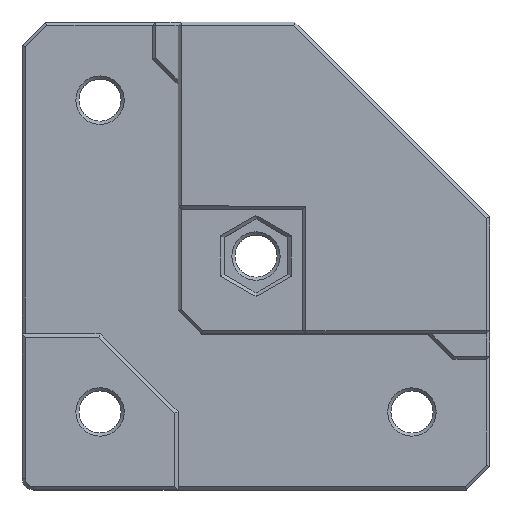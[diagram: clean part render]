
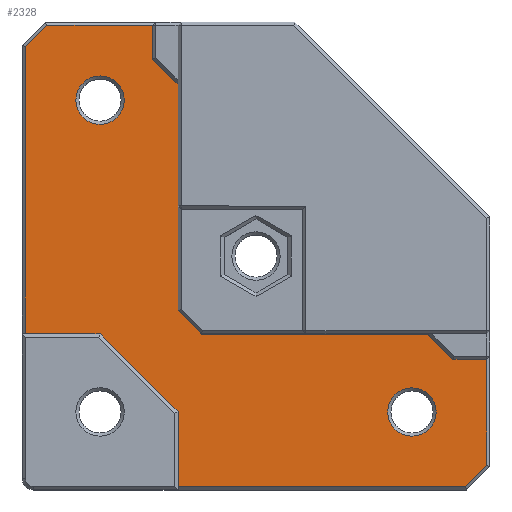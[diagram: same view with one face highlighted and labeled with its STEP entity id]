
A CAD part, top view. The second image highlights one B-rep face of the part: STEP entity #2328.
In plain terms, the highlighted planar face has unit normal (0, 0, 1).
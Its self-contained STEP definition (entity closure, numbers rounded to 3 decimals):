
#22=FACE_BOUND('',#311,.T.);
#23=FACE_BOUND('',#312,.T.);
#62=CIRCLE('',#2511,3.1);
#63=CIRCLE('',#2513,3.1);
#164=FACE_OUTER_BOUND('',#310,.T.);
#310=EDGE_LOOP('',(#1825,#1826,#1827,#1828,#1829,#1830,#1831,#1832,#1833,
#1834,#1835,#1836,#1837,#1838,#1839,#1840));
#311=EDGE_LOOP('',(#1841));
#312=EDGE_LOOP('',(#1842));
#434=LINE('',#3390,#718);
#511=LINE('',#3546,#795);
#517=LINE('',#3557,#801);
#519=LINE('',#3561,#803);
#522=LINE('',#3566,#806);
#524=LINE('',#3570,#808);
#526=LINE('',#3573,#810);
#537=LINE('',#3596,#821);
#540=LINE('',#3601,#824);
#543=LINE('',#3606,#827);
#545=LINE('',#3611,#829);
#546=LINE('',#3613,#830);
#566=LINE('',#3695,#850);
#567=LINE('',#3696,#851);
#568=LINE('',#3698,#852);
#569=LINE('',#3699,#853);
#718=VECTOR('',#2720,10.);
#795=VECTOR('',#2857,10.);
#801=VECTOR('',#2867,10.);
#803=VECTOR('',#2871,10.);
#806=VECTOR('',#2876,10.);
#808=VECTOR('',#2880,10.);
#810=VECTOR('',#2884,10.);
#821=VECTOR('',#2901,10.);
#824=VECTOR('',#2906,10.);
#827=VECTOR('',#2911,10.);
#829=VECTOR('',#2917,10.);
#830=VECTOR('',#2920,10.);
#850=VECTOR('',#2998,10.);
#851=VECTOR('',#2999,10.);
#852=VECTOR('',#3000,10.);
#853=VECTOR('',#3001,10.);
#989=VERTEX_POINT('',#3387);
#990=VERTEX_POINT('',#3389);
#1035=VERTEX_POINT('',#3533);
#1039=VERTEX_POINT('',#3545);
#1040=VERTEX_POINT('',#3549);
#1042=VERTEX_POINT('',#3556);
#1043=VERTEX_POINT('',#3560);
#1044=VERTEX_POINT('',#3565);
#1045=VERTEX_POINT('',#3569);
#1053=VERTEX_POINT('',#3593);
#1054=VERTEX_POINT('',#3595);
#1055=VERTEX_POINT('',#3599);
#1056=VERTEX_POINT('',#3604);
#1057=VERTEX_POINT('',#3609);
#1089=VERTEX_POINT('',#3690);
#1090=VERTEX_POINT('',#3694);
#1091=VERTEX_POINT('',#3697);
#1092=VERTEX_POINT('',#3700);
#1207=EDGE_CURVE('',#989,#990,#434,.T.);
#1285=EDGE_CURVE('',#1035,#1039,#511,.T.);
#1291=EDGE_CURVE('',#1039,#1042,#517,.T.);
#1293=EDGE_CURVE('',#1043,#1040,#519,.T.);
#1296=EDGE_CURVE('',#1042,#1044,#522,.T.);
#1298=EDGE_CURVE('',#1045,#1043,#524,.T.);
#1300=EDGE_CURVE('',#990,#1045,#526,.T.);
#1311=EDGE_CURVE('',#1053,#1054,#537,.T.);
#1314=EDGE_CURVE('',#1055,#1053,#540,.T.);
#1317=EDGE_CURVE('',#1056,#1055,#543,.T.);
#1319=EDGE_CURVE('',#1057,#1056,#545,.T.);
#1320=EDGE_CURVE('',#1040,#1057,#546,.T.);
#1359=EDGE_CURVE('',#1089,#1089,#62,.T.);
#1360=EDGE_CURVE('',#1090,#1035,#566,.T.);
#1361=EDGE_CURVE('',#1054,#1090,#567,.T.);
#1362=EDGE_CURVE('',#1091,#989,#568,.T.);
#1363=EDGE_CURVE('',#1044,#1091,#569,.T.);
#1364=EDGE_CURVE('',#1092,#1092,#63,.T.);
#1825=ORIENTED_EDGE('',*,*,#1285,.F.);
#1826=ORIENTED_EDGE('',*,*,#1360,.F.);
#1827=ORIENTED_EDGE('',*,*,#1361,.F.);
#1828=ORIENTED_EDGE('',*,*,#1311,.F.);
#1829=ORIENTED_EDGE('',*,*,#1314,.F.);
#1830=ORIENTED_EDGE('',*,*,#1317,.F.);
#1831=ORIENTED_EDGE('',*,*,#1319,.F.);
#1832=ORIENTED_EDGE('',*,*,#1320,.F.);
#1833=ORIENTED_EDGE('',*,*,#1293,.F.);
#1834=ORIENTED_EDGE('',*,*,#1298,.F.);
#1835=ORIENTED_EDGE('',*,*,#1300,.F.);
#1836=ORIENTED_EDGE('',*,*,#1207,.F.);
#1837=ORIENTED_EDGE('',*,*,#1362,.F.);
#1838=ORIENTED_EDGE('',*,*,#1363,.F.);
#1839=ORIENTED_EDGE('',*,*,#1296,.F.);
#1840=ORIENTED_EDGE('',*,*,#1291,.F.);
#1841=ORIENTED_EDGE('',*,*,#1364,.F.);
#1842=ORIENTED_EDGE('',*,*,#1359,.F.);
#2194=PLANE('',#2512);
#2328=ADVANCED_FACE('',(#164,#22,#23),#2194,.T.);
#2511=AXIS2_PLACEMENT_3D('',#3692,#2994,#2995);
#2512=AXIS2_PLACEMENT_3D('',#3693,#2996,#2997);
#2513=AXIS2_PLACEMENT_3D('',#3701,#3002,#3003);
#2720=DIRECTION('',(-1.,0.,0.));
#2857=DIRECTION('',(0.,-1.,0.));
#2867=DIRECTION('',(-0.707,-0.707,0.));
#2871=DIRECTION('',(1.,0.,0.));
#2876=DIRECTION('',(-1.,0.,0.));
#2880=DIRECTION('',(0.707,0.707,0.));
#2884=DIRECTION('',(0.,1.,0.));
#2901=DIRECTION('',(1.,0.,0.));
#2906=DIRECTION('',(0.707,-0.707,0.));
#2911=DIRECTION('',(0.,-1.,0.));
#2917=DIRECTION('',(0.707,-0.707,0.));
#2920=DIRECTION('',(0.,-1.,0.));
#2994=DIRECTION('center_axis',(0.,0.,1.));
#2995=DIRECTION('ref_axis',(1.,0.,0.));
#2996=DIRECTION('center_axis',(0.,0.,1.));
#2997=DIRECTION('ref_axis',(1.,0.,0.));
#2998=DIRECTION('',(1.,0.,0.));
#2999=DIRECTION('',(0.707,-0.707,0.));
#3000=DIRECTION('',(-0.707,0.707,0.));
#3001=DIRECTION('',(0.,1.,0.));
#3002=DIRECTION('center_axis',(0.,0.,1.));
#3003=DIRECTION('ref_axis',(1.,0.,0.));
#3387=CARTESIAN_POINT('',(-20.,-10.,5.));
#3389=CARTESIAN_POINT('',(-29.6,-10.,5.));
#3390=CARTESIAN_POINT('',(-20.,-10.,5.));
#3533=CARTESIAN_POINT('',(29.6,-13.251,5.));
#3545=CARTESIAN_POINT('',(29.6,-26.834,5.));
#3546=CARTESIAN_POINT('',(29.6,-13.5,5.));
#3549=CARTESIAN_POINT('',(-13.251,29.6,5.));
#3556=CARTESIAN_POINT('',(26.834,-29.6,5.));
#3557=CARTESIAN_POINT('',(27.467,-28.967,5.));
#3560=CARTESIAN_POINT('',(-26.834,29.6,5.));
#3561=CARTESIAN_POINT('',(2.5,29.6,5.));
#3565=CARTESIAN_POINT('',(-10.,-29.6,5.));
#3566=CARTESIAN_POINT('',(-14.25,-29.6,5.));
#3569=CARTESIAN_POINT('',(-29.6,26.834,5.));
#3570=CARTESIAN_POINT('',(-27.467,28.967,5.));
#3573=CARTESIAN_POINT('',(-29.6,13.5,5.));
#3593=CARTESIAN_POINT('',(-7.,-10.,5.));
#3595=CARTESIAN_POINT('',(22.,-10.,5.));
#3596=CARTESIAN_POINT('',(30.,-10.,5.));
#3599=CARTESIAN_POINT('',(-10.,-7.,5.));
#3601=CARTESIAN_POINT('',(-7.,-10.,5.));
#3604=CARTESIAN_POINT('',(-10.,22.,5.));
#3606=CARTESIAN_POINT('',(-10.,-10.,5.));
#3609=CARTESIAN_POINT('',(-13.251,25.251,5.));
#3611=CARTESIAN_POINT('',(-13.251,25.251,5.));
#3613=CARTESIAN_POINT('',(-13.251,30.,5.));
#3690=CARTESIAN_POINT('',(-23.1,20.,5.));
#3692=CARTESIAN_POINT('Origin',(-20.,20.,5.));
#3693=CARTESIAN_POINT('Origin',(0.,0.,5.));
#3694=CARTESIAN_POINT('',(25.251,-13.251,5.));
#3695=CARTESIAN_POINT('',(30.,-13.251,5.));
#3696=CARTESIAN_POINT('',(25.251,-13.251,5.));
#3697=CARTESIAN_POINT('',(-10.,-20.,5.));
#3698=CARTESIAN_POINT('',(0.,-30.,5.));
#3699=CARTESIAN_POINT('',(-10.,-20.,5.));
#3700=CARTESIAN_POINT('',(16.9,-20.,5.));
#3701=CARTESIAN_POINT('Origin',(20.,-20.,5.));
